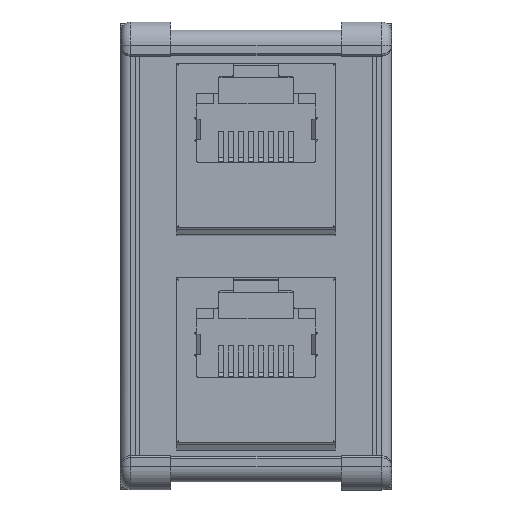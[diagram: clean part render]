
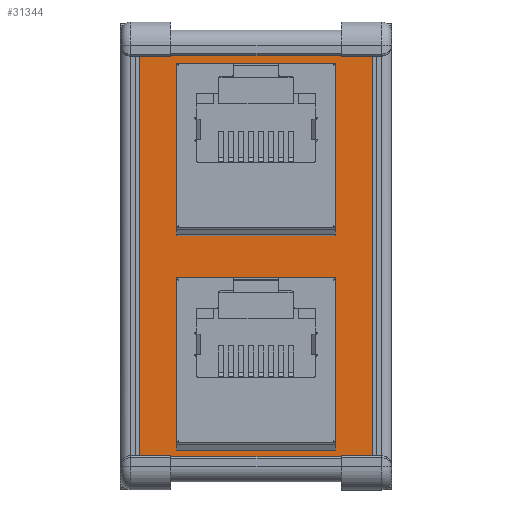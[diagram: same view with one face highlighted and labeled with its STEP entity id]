
A CAD part, top view. The second image highlights one B-rep face of the part: STEP entity #31344.
In plain terms, the highlighted planar face has unit normal (0, 0, 1).
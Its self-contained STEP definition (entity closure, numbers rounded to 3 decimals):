
#2496=FACE_OUTER_BOUND('',#4190,.T.);
#4190=EDGE_LOOP('',(#20778,#20779,#20780,#20781));
#5934=LINE('',#45422,#9420);
#5939=LINE('',#45432,#9425);
#5941=LINE('',#45435,#9427);
#5943=LINE('',#45438,#9429);
#9420=VECTOR('',#36055,10.);
#9425=VECTOR('',#36062,10.);
#9427=VECTOR('',#36066,10.);
#9429=VECTOR('',#36070,10.);
#12906=VERTEX_POINT('',#45419);
#12907=VERTEX_POINT('',#45421);
#12908=VERTEX_POINT('',#45425);
#12911=VERTEX_POINT('',#45430);
#16014=EDGE_CURVE('',#12906,#12907,#5934,.T.);
#16019=EDGE_CURVE('',#12911,#12908,#5939,.T.);
#16021=EDGE_CURVE('',#12906,#12908,#5941,.T.);
#16023=EDGE_CURVE('',#12911,#12907,#5943,.T.);
#20778=ORIENTED_EDGE('',*,*,#16023,.T.);
#20779=ORIENTED_EDGE('',*,*,#16014,.F.);
#20780=ORIENTED_EDGE('',*,*,#16021,.T.);
#20781=ORIENTED_EDGE('',*,*,#16019,.F.);
#30266=PLANE('',#33113);
#31344=ADVANCED_FACE('',(#2496),#30266,.T.);
#33113=AXIS2_PLACEMENT_3D('',#45439,#36071,#36072);
#36055=DIRECTION('',(0.,1.,0.));
#36062=DIRECTION('',(0.,-1.,0.));
#36066=DIRECTION('',(1.,0.,0.));
#36070=DIRECTION('',(-1.,0.,0.));
#36071=DIRECTION('center_axis',(0.,0.,1.));
#36072=DIRECTION('ref_axis',(1.,0.,0.));
#45419=CARTESIAN_POINT('',(-11.65,-21.082,1.6));
#45421=CARTESIAN_POINT('',(-11.65,21.082,1.6));
#45422=CARTESIAN_POINT('',(-11.65,-21.082,1.6));
#45425=CARTESIAN_POINT('',(11.65,-21.082,1.6));
#45430=CARTESIAN_POINT('',(11.65,21.082,1.6));
#45432=CARTESIAN_POINT('',(11.65,21.082,1.6));
#45435=CARTESIAN_POINT('',(11.5,-21.082,1.6));
#45438=CARTESIAN_POINT('',(-11.5,21.082,1.6));
#45439=CARTESIAN_POINT('Origin',(0.,0.,
1.6));
